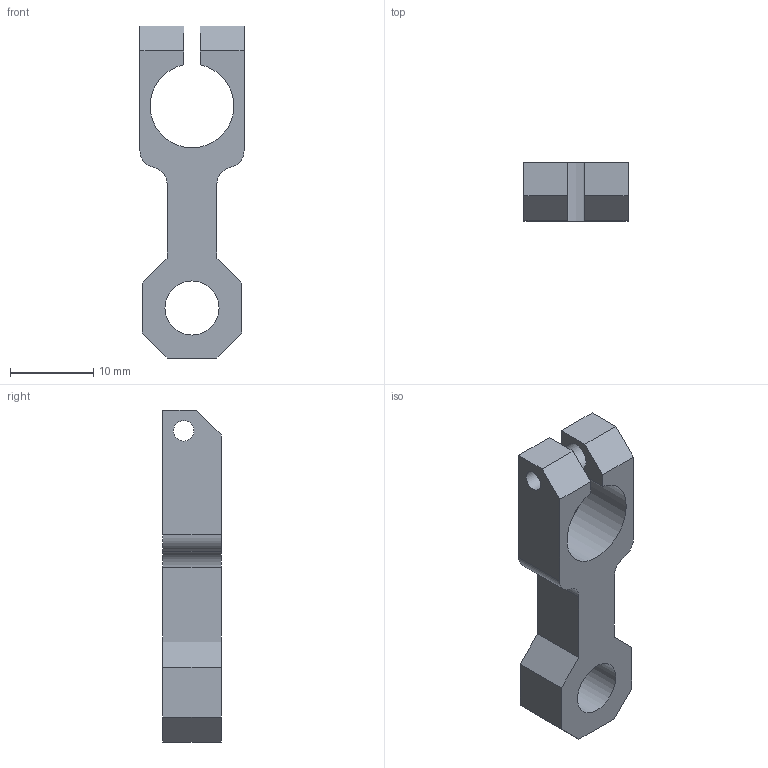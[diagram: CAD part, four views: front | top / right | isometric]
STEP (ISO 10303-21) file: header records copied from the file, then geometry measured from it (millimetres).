
FILE_DESCRIPTION(/* description */ (''),/* implementation_level */ '2;1');
FILE_NAME(/* name */ 'dovetail stabilizer.stp',/* time_stamp */ '2020-10-05T15:03:13-04:00',/* author */ ('User'),/* organization */ (''),/* preprocessor_version */ 'ST-DEVELOPER v18.1',/* originating_system */ 'Autodesk Inventor 2021',/* authorisation */ '');
FILE_SCHEMA (('AUTOMOTIVE_DESIGN { 1 0 10303 214 3 1 1 }'));
Length unit declared in the file: millimetre
Products named in the file (1): dovetail stabilizer
Bounding box: 12.5 x 7 x 39.85 mm (x, y, z)
Volume: 1851.6 mm3; surface area: 1741.7 mm2
Topology: 1 solids, 1 shells, 27 faces, 78 edges, 53 vertices
Faces by surface type: plane 19, cylinder 8
Full cylindrical faces by diameter (mm): 2.459 x1, 3.4 x1, 6.5 x1
Entity records: 948 total; most frequent: CARTESIAN_POINT 159, ORIENTED_EDGE 156, DIRECTION 153, EDGE_CURVE 78, LINE 59, VECTOR 59, VERTEX_POINT 53, AXIS2_PLACEMENT_3D 47
